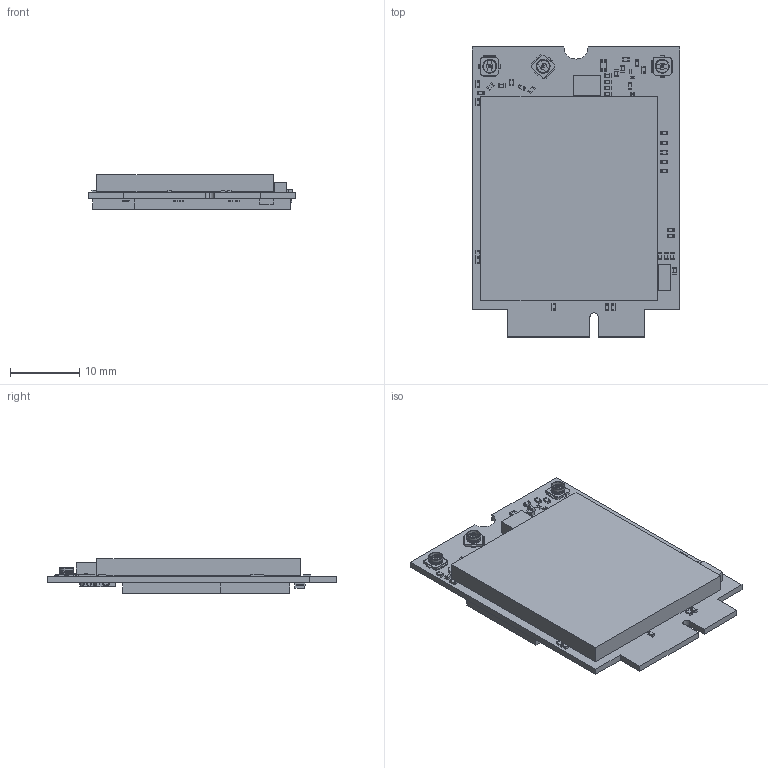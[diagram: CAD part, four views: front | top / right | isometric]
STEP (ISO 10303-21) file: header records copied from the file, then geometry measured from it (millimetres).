
FILE_DESCRIPTION(/* description */ (''),/* implementation_level */ '2;1');
FILE_NAME(/* name */ 'B523.step',/* time_stamp */ '2020-05-14T11:49:05-07:00',/* author */ (''),/* organization */ (''),/* preprocessor_version */ 'ST-DEVELOPER v18.1',/* originating_system */ 'Autodesk Translation Framework v9.3.0.1241',/* authorisation */ '');
FILE_SCHEMA (('AUTOMOTIVE_DESIGN { 1 0 10303 214 3 1 1 }'));
Length unit declared in the file: millimetre
Products named in the file (17): B523; PCB Component; Board; ESIMSON8; nc; 1uF; 10uH; UFL; NC_1; PZ1680D121; 68nH; 220uF; 100uF; NC_2; LXES15AAA1 NC; nc_3; SN74LV1T34
Assembly tree (108 placements, depth 3):
  B523
    PCB Component
      Board
      ESIMSON8
      nc  x41
      1uF  x45
      10uH
      UFL  x3
      NC_1  x2
      PZ1680D121  x2
      68nH  x2
      220uF
      100uF
      NC_2  x3
      LXES15AAA1 NC  x2
      nc_3
      SN74LV1T34
Bounding box: 30 x 42 x 5.06 mm (x, y, z)
Volume: 4038.2 mm3; surface area: 6488.2 mm2
Topology: 121 solids, 121 shells, 4162 faces, 9320 edges, 6137 vertices
Faces by surface type: plane 2469, cylinder 1672, torus 12, cone 9
Full cylindrical faces by diameter (mm): 0.12 x184, 0.15 x2, 0.2 x427, 0.3 x19, 0.45 x3, 1.8 x3, 1.95 x3, 2 x6
Entity records: 40775 total; most frequent: DIRECTION 7571, CARTESIAN_POINT 6186, ORIENTED_EDGE 5380, AXIS2_PLACEMENT_3D 3168, EDGE_CURVE 2690, EDGE_LOOP 2227, VERTEX_POINT 1783, FACE_OUTER_BOUND 1588
